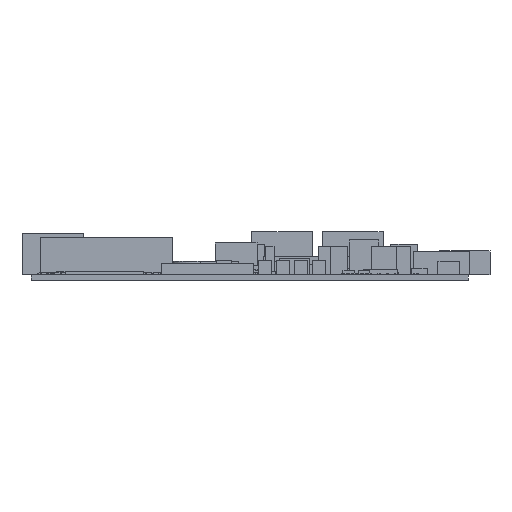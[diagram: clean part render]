
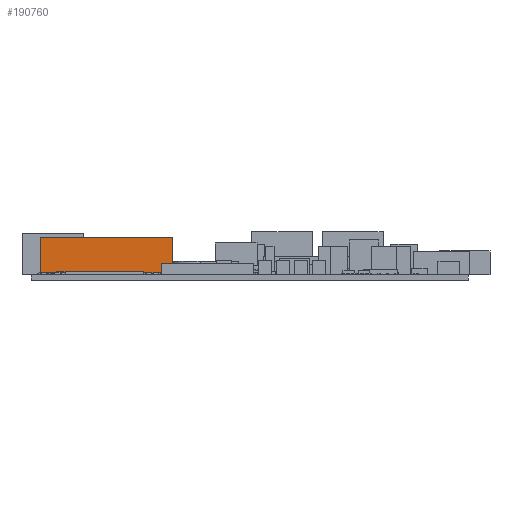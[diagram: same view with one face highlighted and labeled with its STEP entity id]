
A CAD part, left-side view. The second image highlights one B-rep face of the part: STEP entity #190760.
In plain terms, the highlighted planar face has unit normal (-1, 0, 0).
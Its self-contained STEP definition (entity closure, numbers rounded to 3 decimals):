
#190520 = PLANE('',#190521);
#190521 = AXIS2_PLACEMENT_3D('',#190522,#190523,#190524);
#190522 = CARTESIAN_POINT('',(53.1,87.8,0.));
#190523 = DIRECTION('',(0.,1.,0.));
#190524 = DIRECTION('',(1.,0.,0.));
#190548 = PLANE('',#190549);
#190549 = AXIS2_PLACEMENT_3D('',#190550,#190551,#190552);
#190550 = CARTESIAN_POINT('',(60.9,87.8,11.25));
#190551 = DIRECTION('',(0.,0.,-1.));
#190552 = DIRECTION('',(0.,-1.,0.));
#190576 = PLANE('',#190577);
#190577 = AXIS2_PLACEMENT_3D('',#190578,#190579,#190580);
#190578 = CARTESIAN_POINT('',(60.9,127.2,0.));
#190579 = DIRECTION('',(0.,-1.,0.));
#190580 = DIRECTION('',(-1.,0.,0.));
#190602 = PLANE('',#190603);
#190603 = AXIS2_PLACEMENT_3D('',#190604,#190605,#190606);
#190604 = CARTESIAN_POINT('',(60.9,87.8,0.));
#190605 = DIRECTION('',(0.,0.,-1.));
#190606 = DIRECTION('',(0.,-1.,0.));
#190617 = EDGE_CURVE('',#190618,#190620,#190622,.T.);
#190618 = VERTEX_POINT('',#190619);
#190619 = CARTESIAN_POINT('',(53.1,87.8,0.));
#190620 = VERTEX_POINT('',#190621);
#190621 = CARTESIAN_POINT('',(53.1,87.8,11.25));
#190622 = SURFACE_CURVE('',#190623,(#190627,#190634),.PCURVE_S1.);
#190623 = LINE('',#190624,#190625);
#190624 = CARTESIAN_POINT('',(53.1,87.8,0.));
#190625 = VECTOR('',#190626,1.);
#190626 = DIRECTION('',(0.,0.,1.));
#190627 = PCURVE('',#190520,#190628);
#190628 = DEFINITIONAL_REPRESENTATION('',(#190629),#190633);
#190629 = LINE('',#190630,#190631);
#190630 = CARTESIAN_POINT('',(0.,0.));
#190631 = VECTOR('',#190632,1.);
#190632 = DIRECTION('',(0.,-1.));
#190633 = ( GEOMETRIC_REPRESENTATION_CONTEXT(2) 
PARAMETRIC_REPRESENTATION_CONTEXT() REPRESENTATION_CONTEXT('2D SPACE',''
  ) );
#190634 = PCURVE('',#190635,#190640);
#190635 = PLANE('',#190636);
#190636 = AXIS2_PLACEMENT_3D('',#190637,#190638,#190639);
#190637 = CARTESIAN_POINT('',(53.1,127.2,0.));
#190638 = DIRECTION('',(1.,0.,0.));
#190639 = DIRECTION('',(0.,-1.,0.));
#190640 = DEFINITIONAL_REPRESENTATION('',(#190641),#190645);
#190641 = LINE('',#190642,#190643);
#190642 = CARTESIAN_POINT('',(39.4,0.));
#190643 = VECTOR('',#190644,1.);
#190644 = DIRECTION('',(0.,-1.));
#190645 = ( GEOMETRIC_REPRESENTATION_CONTEXT(2) 
PARAMETRIC_REPRESENTATION_CONTEXT() REPRESENTATION_CONTEXT('2D SPACE',''
  ) );
#190695 = VERTEX_POINT('',#190696);
#190696 = CARTESIAN_POINT('',(53.1,127.2,11.25));
#190717 = EDGE_CURVE('',#190718,#190695,#190720,.T.);
#190718 = VERTEX_POINT('',#190719);
#190719 = CARTESIAN_POINT('',(53.1,127.2,0.));
#190720 = SURFACE_CURVE('',#190721,(#190725,#190732),.PCURVE_S1.);
#190721 = LINE('',#190722,#190723);
#190722 = CARTESIAN_POINT('',(53.1,127.2,0.));
#190723 = VECTOR('',#190724,1.);
#190724 = DIRECTION('',(0.,0.,1.));
#190725 = PCURVE('',#190576,#190726);
#190726 = DEFINITIONAL_REPRESENTATION('',(#190727),#190731);
#190727 = LINE('',#190728,#190729);
#190728 = CARTESIAN_POINT('',(7.8,0.));
#190729 = VECTOR('',#190730,1.);
#190730 = DIRECTION('',(0.,-1.));
#190731 = ( GEOMETRIC_REPRESENTATION_CONTEXT(2) 
PARAMETRIC_REPRESENTATION_CONTEXT() REPRESENTATION_CONTEXT('2D SPACE',''
  ) );
#190732 = PCURVE('',#190635,#190733);
#190733 = DEFINITIONAL_REPRESENTATION('',(#190734),#190738);
#190734 = LINE('',#190735,#190736);
#190735 = CARTESIAN_POINT('',(0.,0.));
#190736 = VECTOR('',#190737,1.);
#190737 = DIRECTION('',(0.,-1.));
#190738 = ( GEOMETRIC_REPRESENTATION_CONTEXT(2) 
PARAMETRIC_REPRESENTATION_CONTEXT() REPRESENTATION_CONTEXT('2D SPACE',''
  ) );
#190760 = ADVANCED_FACE('',(#190761),#190635,.F.);
#190761 = FACE_BOUND('',#190762,.F.);
#190762 = EDGE_LOOP('',(#190763,#190764,#190785,#190786));
#190763 = ORIENTED_EDGE('',*,*,#190717,.T.);
#190764 = ORIENTED_EDGE('',*,*,#190765,.T.);
#190765 = EDGE_CURVE('',#190695,#190620,#190766,.T.);
#190766 = SURFACE_CURVE('',#190767,(#190771,#190778),.PCURVE_S1.);
#190767 = LINE('',#190768,#190769);
#190768 = CARTESIAN_POINT('',(53.1,127.2,11.25));
#190769 = VECTOR('',#190770,1.);
#190770 = DIRECTION('',(0.,-1.,0.));
#190771 = PCURVE('',#190635,#190772);
#190772 = DEFINITIONAL_REPRESENTATION('',(#190773),#190777);
#190773 = LINE('',#190774,#190775);
#190774 = CARTESIAN_POINT('',(0.,-11.25));
#190775 = VECTOR('',#190776,1.);
#190776 = DIRECTION('',(1.,0.));
#190777 = ( GEOMETRIC_REPRESENTATION_CONTEXT(2) 
PARAMETRIC_REPRESENTATION_CONTEXT() REPRESENTATION_CONTEXT('2D SPACE',''
  ) );
#190778 = PCURVE('',#190548,#190779);
#190779 = DEFINITIONAL_REPRESENTATION('',(#190780),#190784);
#190780 = LINE('',#190781,#190782);
#190781 = CARTESIAN_POINT('',(-39.4,7.8));
#190782 = VECTOR('',#190783,1.);
#190783 = DIRECTION('',(1.,0.));
#190784 = ( GEOMETRIC_REPRESENTATION_CONTEXT(2) 
PARAMETRIC_REPRESENTATION_CONTEXT() REPRESENTATION_CONTEXT('2D SPACE',''
  ) );
#190785 = ORIENTED_EDGE('',*,*,#190617,.F.);
#190786 = ORIENTED_EDGE('',*,*,#190787,.F.);
#190787 = EDGE_CURVE('',#190718,#190618,#190788,.T.);
#190788 = SURFACE_CURVE('',#190789,(#190793,#190800),.PCURVE_S1.);
#190789 = LINE('',#190790,#190791);
#190790 = CARTESIAN_POINT('',(53.1,127.2,0.));
#190791 = VECTOR('',#190792,1.);
#190792 = DIRECTION('',(0.,-1.,0.));
#190793 = PCURVE('',#190635,#190794);
#190794 = DEFINITIONAL_REPRESENTATION('',(#190795),#190799);
#190795 = LINE('',#190796,#190797);
#190796 = CARTESIAN_POINT('',(0.,0.));
#190797 = VECTOR('',#190798,1.);
#190798 = DIRECTION('',(1.,0.));
#190799 = ( GEOMETRIC_REPRESENTATION_CONTEXT(2) 
PARAMETRIC_REPRESENTATION_CONTEXT() REPRESENTATION_CONTEXT('2D SPACE',''
  ) );
#190800 = PCURVE('',#190602,#190801);
#190801 = DEFINITIONAL_REPRESENTATION('',(#190802),#190806);
#190802 = LINE('',#190803,#190804);
#190803 = CARTESIAN_POINT('',(-39.4,7.8));
#190804 = VECTOR('',#190805,1.);
#190805 = DIRECTION('',(1.,0.));
#190806 = ( GEOMETRIC_REPRESENTATION_CONTEXT(2) 
PARAMETRIC_REPRESENTATION_CONTEXT() REPRESENTATION_CONTEXT('2D SPACE',''
  ) );
